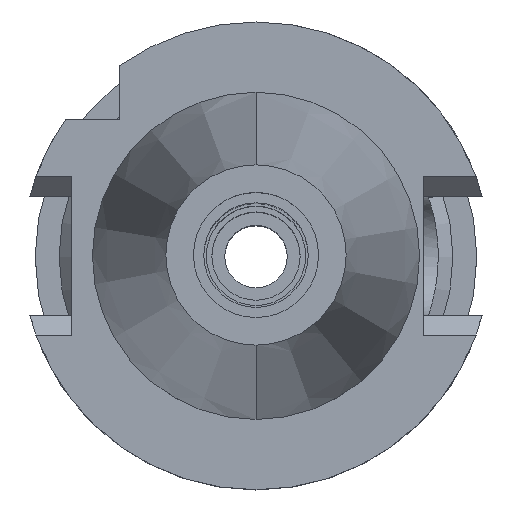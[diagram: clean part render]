
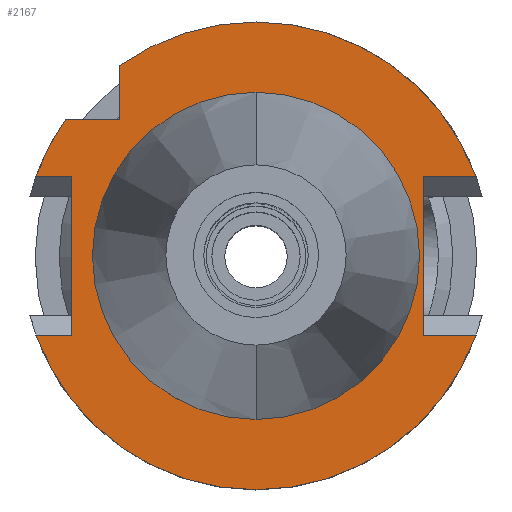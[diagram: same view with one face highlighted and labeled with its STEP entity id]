
A CAD part, top view. The second image highlights one B-rep face of the part: STEP entity #2167.
In plain terms, the highlighted planar face has unit normal (0, 0, 1).
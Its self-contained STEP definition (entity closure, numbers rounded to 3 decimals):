
#94=CARTESIAN_POINT('',(0.,0.,-1.));
#95=DIRECTION('',(0.,0.,-1.));
#96=DIRECTION('',(-0.582,0.813,0.));
#97=AXIS2_PLACEMENT_3D('',#94,#95,#96);
#102=CARTESIAN_POINT('',(0.,0.,-1.));
#103=DIRECTION('',(0.,0.,-1.));
#104=DIRECTION('',(0.,1.,0.));
#105=AXIS2_PLACEMENT_3D('',#102,#103,#104);
#110=DIRECTION('',(0.,-1.,0.));
#111=VECTOR('',#110,21.5);
#112=CARTESIAN_POINT('',(22.7,10.75,-1.));
#113=LINE('',#112,#111);
#117=DIRECTION('',(1.,0.,0.));
#118=VECTOR('',#117,7.201);
#119=CARTESIAN_POINT('',(22.7,-10.75,-1.));
#120=LINE('',#119,#118);
#124=CARTESIAN_POINT('',(0.,0.,-1.));
#125=DIRECTION('',(0.,0.,-1.));
#126=DIRECTION('',(0.941,-0.338,0.));
#127=AXIS2_PLACEMENT_3D('',#124,#125,#126);
#132=CARTESIAN_POINT('',(0.,0.,-1.));
#133=DIRECTION('',(0.,0.,-1.));
#134=DIRECTION('',(0.,-1.,0.));
#135=AXIS2_PLACEMENT_3D('',#132,#133,#134);
#140=DIRECTION('',(-1.,0.,0.));
#141=VECTOR('',#140,4.901);
#142=CARTESIAN_POINT('',(-25.,10.75,-1.));
#143=LINE('',#142,#141);
#147=CARTESIAN_POINT('',(0.,0.,-1.));
#148=DIRECTION('',(0.,0.,-1.));
#149=DIRECTION('',(-0.941,0.338,0.));
#150=AXIS2_PLACEMENT_3D('',#147,#148,#149);
#155=CARTESIAN_POINT('',(0.,0.,-1.));
#156=DIRECTION('',(0.,0.,1.));
#157=DIRECTION('',(0.,-1.,0.));
#158=AXIS2_PLACEMENT_3D('',#155,#156,#157);
#163=CARTESIAN_POINT('',(0.,0.,-1.));
#164=DIRECTION('',(0.,0.,1.));
#165=DIRECTION('',(0.,1.,0.));
#166=AXIS2_PLACEMENT_3D('',#163,#164,#165);
#188=DIRECTION('',(0.,-1.,0.));
#189=VECTOR('',#188,7.334);
#190=CARTESIAN_POINT('',(-18.5,25.834,-1.));
#191=LINE('',#190,#189);
#270=DIRECTION('',(-1.,0.,0.));
#271=VECTOR('',#270,7.334);
#272=CARTESIAN_POINT('',(-18.5,18.5,-1.));
#273=LINE('',#272,#271);
#323=DIRECTION('',(0.,-1.,0.));
#324=VECTOR('',#323,21.5);
#325=CARTESIAN_POINT('',(-25.,10.75,-1.));
#326=LINE('',#325,#324);
#477=DIRECTION('',(-1.,0.,0.));
#478=VECTOR('',#477,4.901);
#479=CARTESIAN_POINT('',(-25.,-10.75,-1.));
#480=LINE('',#479,#478);
#550=DIRECTION('',(1.,0.,0.));
#551=VECTOR('',#550,7.201);
#552=CARTESIAN_POINT('',(22.7,10.75,-1.));
#553=LINE('',#552,#551);
#1770=CARTESIAN_POINT('',(0.,22.225,-1.));
#1771=VERTEX_POINT('',#1770);
#1772=CARTESIAN_POINT('',(0.,-22.225,-1.));
#1773=VERTEX_POINT('',#1772);
#1774=CARTESIAN_POINT('',(-18.5,25.834,-1.));
#1775=CARTESIAN_POINT('',(-18.5,18.5,-1.));
#1776=VERTEX_POINT('',#1774);
#1777=VERTEX_POINT('',#1775);
#1778=CARTESIAN_POINT('',(0.,31.775,-1.));
#1779=CARTESIAN_POINT('',(29.901,10.75,-1.));
#1780=VERTEX_POINT('',#1778);
#1781=VERTEX_POINT('',#1779);
#1782=CARTESIAN_POINT('',(22.7,10.75,-1.));
#1783=VERTEX_POINT('',#1782);
#1784=CARTESIAN_POINT('',(22.7,-10.75,-1.));
#1785=VERTEX_POINT('',#1784);
#1786=CARTESIAN_POINT('',(29.901,-10.75,-1.));
#1787=VERTEX_POINT('',#1786);
#1788=CARTESIAN_POINT('',(0.,-31.775,-1.));
#1789=CARTESIAN_POINT('',(-29.901,-10.75,-1.));
#1790=VERTEX_POINT('',#1788);
#1791=VERTEX_POINT('',#1789);
#1792=CARTESIAN_POINT('',(-25.,-10.75,-1.));
#1793=VERTEX_POINT('',#1792);
#1794=CARTESIAN_POINT('',(-25.,10.75,-1.));
#1795=VERTEX_POINT('',#1794);
#1796=CARTESIAN_POINT('',(-29.901,10.75,-1.));
#1797=VERTEX_POINT('',#1796);
#1798=CARTESIAN_POINT('',(-25.834,18.5,-1.));
#1799=VERTEX_POINT('',#1798);
#2130=CARTESIAN_POINT('',(0.,0.,-1.));
#2131=DIRECTION('',(0.,0.,1.));
#2132=DIRECTION('',(0.,1.,0.));
#2133=AXIS2_PLACEMENT_3D('',#2130,#2131,#2132);
#2134=PLANE('',#2133);
#2136=ORIENTED_EDGE('',*,*,#2135,.F.);
#2138=ORIENTED_EDGE('',*,*,#2137,.T.);
#2140=ORIENTED_EDGE('',*,*,#2139,.T.);
#2142=ORIENTED_EDGE('',*,*,#2141,.F.);
#2144=ORIENTED_EDGE('',*,*,#2143,.T.);
#2146=ORIENTED_EDGE('',*,*,#2145,.T.);
#2148=ORIENTED_EDGE('',*,*,#2147,.T.);
#2150=ORIENTED_EDGE('',*,*,#2149,.T.);
#2152=ORIENTED_EDGE('',*,*,#2151,.F.);
#2154=ORIENTED_EDGE('',*,*,#2153,.F.);
#2156=ORIENTED_EDGE('',*,*,#2155,.T.);
#2158=ORIENTED_EDGE('',*,*,#2157,.T.);
#2160=ORIENTED_EDGE('',*,*,#2159,.F.);
#2161=EDGE_LOOP('',(#2136,#2138,#2140,#2142,#2144,#2146,#2148,#2150,#2152,#2154,
#2156,#2158,#2160));
#2162=FACE_OUTER_BOUND('',#2161,.F.);
#2163=ORIENTED_EDGE('',*,*,#2109,.T.);
#2164=ORIENTED_EDGE('',*,*,#2125,.T.);
#2165=EDGE_LOOP('',(#2163,#2164));
#2166=FACE_BOUND('',#2165,.F.);
#98=CIRCLE('',#97,31.775);
#106=CIRCLE('',#105,31.775);
#128=CIRCLE('',#127,31.775);
#136=CIRCLE('',#135,31.775);
#151=CIRCLE('',#150,31.775);
#159=CIRCLE('',#158,22.225);
#167=CIRCLE('',#166,22.225);
#2109=EDGE_CURVE('',#1773,#1771,#159,.T.);
#2125=EDGE_CURVE('',#1771,#1773,#167,.T.);
#2135=EDGE_CURVE('',#1776,#1777,#191,.T.);
#2137=EDGE_CURVE('',#1776,#1780,#98,.T.);
#2139=EDGE_CURVE('',#1780,#1781,#106,.T.);
#2141=EDGE_CURVE('',#1783,#1781,#553,.T.);
#2143=EDGE_CURVE('',#1783,#1785,#113,.T.);
#2145=EDGE_CURVE('',#1785,#1787,#120,.T.);
#2147=EDGE_CURVE('',#1787,#1790,#128,.T.);
#2149=EDGE_CURVE('',#1790,#1791,#136,.T.);
#2151=EDGE_CURVE('',#1793,#1791,#480,.T.);
#2153=EDGE_CURVE('',#1795,#1793,#326,.T.);
#2155=EDGE_CURVE('',#1795,#1797,#143,.T.);
#2157=EDGE_CURVE('',#1797,#1799,#151,.T.);
#2159=EDGE_CURVE('',#1777,#1799,#273,.T.);
#2167=ADVANCED_FACE('',(#2162,#2166),#2134,.T.);
